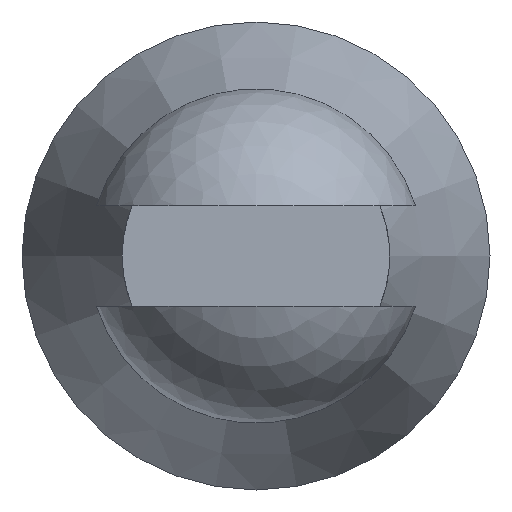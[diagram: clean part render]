
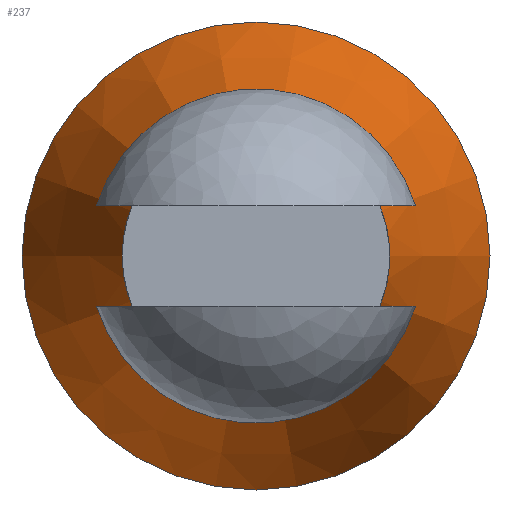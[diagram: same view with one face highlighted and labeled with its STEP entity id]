
A CAD part, front view. The second image highlights one B-rep face of the part: STEP entity #237.
In plain terms, the highlighted conical face has half-angle 20.556 degrees and reference radius 2 mm.
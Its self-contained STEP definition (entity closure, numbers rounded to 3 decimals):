
#159 = VERTEX_POINT('',#160);
#160 = CARTESIAN_POINT('',(-2.,6.8,0.));
#166 = EDGE_CURVE('',#159,#159,#167,.T.);
#167 = CIRCLE('',#168,2.);
#168 = AXIS2_PLACEMENT_3D('',#169,#170,#171);
#169 = CARTESIAN_POINT('',(0.,6.8,0.));
#170 = DIRECTION('',(0.,1.,-0.));
#171 = DIRECTION('',(-1.,0.,0.));
#237 = ADVANCED_FACE('',(#238),#257,.T.);
#238 = FACE_BOUND('',#239,.T.);
#239 = EDGE_LOOP('',(#240,#241,#249,#256));
#240 = ORIENTED_EDGE('',*,*,#166,.T.);
#241 = ORIENTED_EDGE('',*,*,#242,.T.);
#242 = EDGE_CURVE('',#159,#243,#245,.T.);
#243 = VERTEX_POINT('',#244);
#244 = CARTESIAN_POINT('',(-3.5,10.8,0.));
#245 = LINE('',#246,#247);
#246 = CARTESIAN_POINT('',(-2.,6.8,0.));
#247 = VECTOR('',#248,1.);
#248 = DIRECTION('',(-0.351,0.936,0.));
#249 = ORIENTED_EDGE('',*,*,#250,.F.);
#250 = EDGE_CURVE('',#243,#243,#251,.T.);
#251 = CIRCLE('',#252,3.5);
#252 = AXIS2_PLACEMENT_3D('',#253,#254,#255);
#253 = CARTESIAN_POINT('',(0.,10.8,0.));
#254 = DIRECTION('',(0.,1.,-0.));
#255 = DIRECTION('',(-1.,0.,0.));
#256 = ORIENTED_EDGE('',*,*,#242,.F.);
#257 = CONICAL_SURFACE('',#258,2.,0.359);
#258 = AXIS2_PLACEMENT_3D('',#259,#260,#261);
#259 = CARTESIAN_POINT('',(0.,6.8,0.));
#260 = DIRECTION('',(0.,1.,0.));
#261 = DIRECTION('',(-1.,0.,0.));
